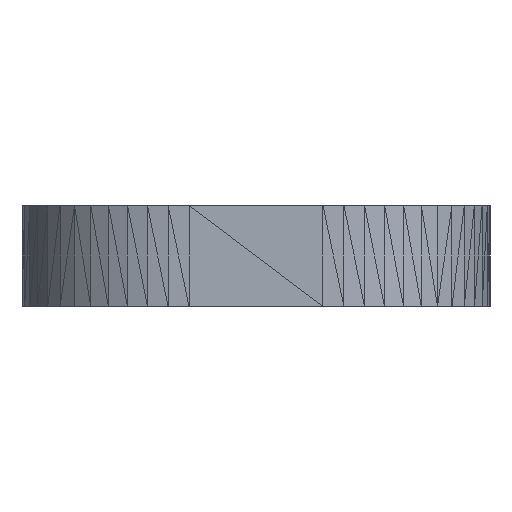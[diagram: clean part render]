
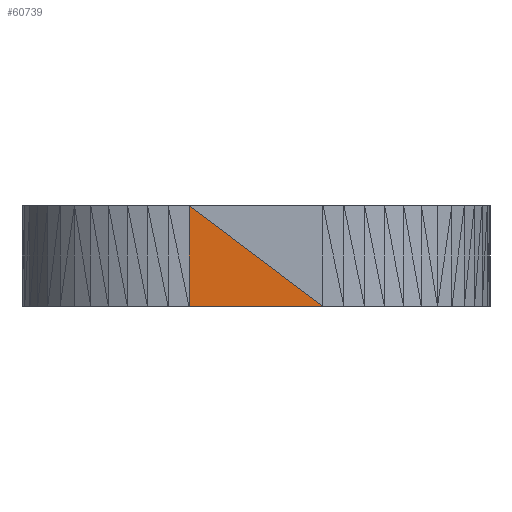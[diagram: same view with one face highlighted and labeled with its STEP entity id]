
A CAD part, left-side view. The second image highlights one B-rep face of the part: STEP entity #60739.
In plain terms, the highlighted planar face has unit normal (-1, 0, 0).
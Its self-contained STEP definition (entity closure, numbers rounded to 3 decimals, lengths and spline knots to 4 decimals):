
#60692 = VERTEX_POINT('',#60693);
#60693 = CARTESIAN_POINT('',(-59.5,2.,3.));
#60728 = PLANE('',#60729);
#60729 = AXIS2_PLACEMENT_3D('',#60730,#60731,#60732);
#60730 = CARTESIAN_POINT('',(-59.5,-0.5,2.));
#60731 = DIRECTION('',(-1.,-0.,-0.));
#60732 = DIRECTION('',(0.,0.,-1.));
#60739 = ADVANCED_FACE('',(#60740),#60752,.T.);
#60740 = FACE_BOUND('',#60741,.T.);
#60741 = EDGE_LOOP('',(#60742,#60770,#60798));
#60742 = ORIENTED_EDGE('',*,*,#60743,.T.);
#60743 = EDGE_CURVE('',#60744,#60692,#60746,.T.);
#60744 = VERTEX_POINT('',#60745);
#60745 = CARTESIAN_POINT('',(-59.5,-2.,0.));
#60746 = SURFACE_CURVE('',#60747,(#60751,#60763),.PCURVE_S1.);
#60747 = LINE('',#60748,#60749);
#60748 = CARTESIAN_POINT('',(-59.5,-2.,0.));
#60749 = VECTOR('',#60750,1.);
#60750 = DIRECTION('',(0.,0.8,0.6));
#60751 = PCURVE('',#60752,#60757);
#60752 = PLANE('',#60753);
#60753 = AXIS2_PLACEMENT_3D('',#60754,#60755,#60756);
#60754 = CARTESIAN_POINT('',(-59.5,0.5,1.));
#60755 = DIRECTION('',(-1.,-0.,-0.));
#60756 = DIRECTION('',(0.,0.,-1.));
#60757 = DEFINITIONAL_REPRESENTATION('',(#60758),#60762);
#60758 = LINE('',#60759,#60760);
#60759 = CARTESIAN_POINT('',(1.,2.5));
#60760 = VECTOR('',#60761,1.);
#60761 = DIRECTION('',(-0.6,-0.8));
#60762 = ( GEOMETRIC_REPRESENTATION_CONTEXT(2) 
PARAMETRIC_REPRESENTATION_CONTEXT() REPRESENTATION_CONTEXT('2D SPACE',''
  ) );
#60763 = PCURVE('',#60728,#60764);
#60764 = DEFINITIONAL_REPRESENTATION('',(#60765),#60769);
#60765 = LINE('',#60766,#60767);
#60766 = CARTESIAN_POINT('',(2.,1.5));
#60767 = VECTOR('',#60768,1.);
#60768 = DIRECTION('',(-0.6,-0.8));
#60769 = ( GEOMETRIC_REPRESENTATION_CONTEXT(2) 
PARAMETRIC_REPRESENTATION_CONTEXT() REPRESENTATION_CONTEXT('2D SPACE',''
  ) );
#60770 = ORIENTED_EDGE('',*,*,#60771,.T.);
#60771 = EDGE_CURVE('',#60692,#60772,#60774,.T.);
#60772 = VERTEX_POINT('',#60773);
#60773 = CARTESIAN_POINT('',(-59.5,2.,0.));
#60774 = SURFACE_CURVE('',#60775,(#60779,#60786),.PCURVE_S1.);
#60775 = LINE('',#60776,#60777);
#60776 = CARTESIAN_POINT('',(-59.5,2.,3.));
#60777 = VECTOR('',#60778,1.);
#60778 = DIRECTION('',(0.,0.,-1.));
#60779 = PCURVE('',#60752,#60780);
#60780 = DEFINITIONAL_REPRESENTATION('',(#60781),#60785);
#60781 = LINE('',#60782,#60783);
#60782 = CARTESIAN_POINT('',(-2.,-1.5));
#60783 = VECTOR('',#60784,1.);
#60784 = DIRECTION('',(1.,0.));
#60785 = ( GEOMETRIC_REPRESENTATION_CONTEXT(2) 
PARAMETRIC_REPRESENTATION_CONTEXT() REPRESENTATION_CONTEXT('2D SPACE',''
  ) );
#60786 = PCURVE('',#60787,#60792);
#60787 = PLANE('',#60788);
#60788 = AXIS2_PLACEMENT_3D('',#60789,#60790,#60791);
#60789 = CARTESIAN_POINT('',(-59.4891,2.1729,
    1.6407));
#60790 = DIRECTION('',(-0.998,0.063,
    0.));
#60791 = DIRECTION('',(-0.063,-0.998,0.));
#60792 = DEFINITIONAL_REPRESENTATION('',(#60793),#60797);
#60793 = LINE('',#60794,#60795);
#60794 = CARTESIAN_POINT('',(0.173,1.359));
#60795 = VECTOR('',#60796,1.);
#60796 = DIRECTION('',(0.,-1.));
#60797 = ( GEOMETRIC_REPRESENTATION_CONTEXT(2) 
PARAMETRIC_REPRESENTATION_CONTEXT() REPRESENTATION_CONTEXT('2D SPACE',''
  ) );
#60798 = ORIENTED_EDGE('',*,*,#60799,.T.);
#60799 = EDGE_CURVE('',#60772,#60744,#60800,.T.);
#60800 = SURFACE_CURVE('',#60801,(#60805,#60812),.PCURVE_S1.);
#60801 = LINE('',#60802,#60803);
#60802 = CARTESIAN_POINT('',(-59.5,2.,0.));
#60803 = VECTOR('',#60804,1.);
#60804 = DIRECTION('',(0.,-1.,0.));
#60805 = PCURVE('',#60752,#60806);
#60806 = DEFINITIONAL_REPRESENTATION('',(#60807),#60811);
#60807 = LINE('',#60808,#60809);
#60808 = CARTESIAN_POINT('',(1.,-1.5));
#60809 = VECTOR('',#60810,1.);
#60810 = DIRECTION('',(0.,1.));
#60811 = ( GEOMETRIC_REPRESENTATION_CONTEXT(2) 
PARAMETRIC_REPRESENTATION_CONTEXT() REPRESENTATION_CONTEXT('2D SPACE',''
  ) );
#60812 = PCURVE('',#60813,#60818);
#60813 = PLANE('',#60814);
#60814 = AXIS2_PLACEMENT_3D('',#60815,#60816,#60817);
#60815 = CARTESIAN_POINT('',(-58.118,0.,0.));
#60816 = DIRECTION('',(-0.,-0.,-1.));
#60817 = DIRECTION('',(-1.,0.,0.));
#60818 = DEFINITIONAL_REPRESENTATION('',(#60819),#60823);
#60819 = LINE('',#60820,#60821);
#60820 = CARTESIAN_POINT('',(1.382,2.));
#60821 = VECTOR('',#60822,1.);
#60822 = DIRECTION('',(0.,-1.));
#60823 = ( GEOMETRIC_REPRESENTATION_CONTEXT(2) 
PARAMETRIC_REPRESENTATION_CONTEXT() REPRESENTATION_CONTEXT('2D SPACE',''
  ) );
